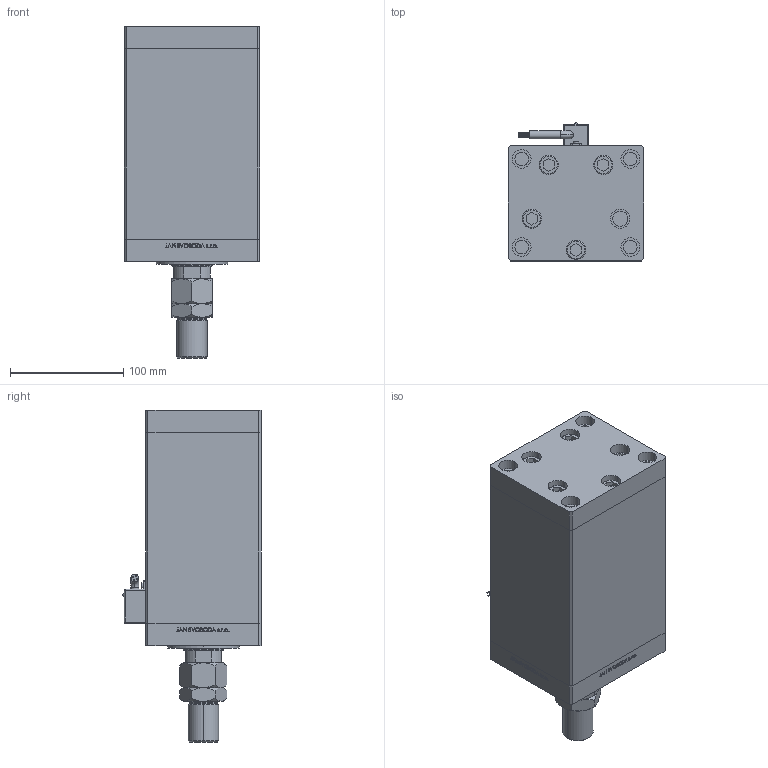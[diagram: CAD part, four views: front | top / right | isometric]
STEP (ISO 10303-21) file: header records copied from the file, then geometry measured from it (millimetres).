
FILE_DESCRIPTION (( 'STEP AP203' ), '1' );
FILE_NAME ('4a60.STEP', '2024-01-08T21:35:48', ( '' ), ( '' ), 'SwSTEP 2.0', 'SolidWorks 2019', '' );
FILE_SCHEMA (( 'CONFIG_CONTROL_DESIGN' ));
Length unit declared in the file: millimetre
Products named in the file (8): MTA a40a7b8f11d618eeb7f280340232eac0; V220C_VC_C a40a7b8f11d618eeb7f280340232eac0; ALLEN BOLT a40a7b8f11d618eeb7f280340232eac0; V220C BACK_C a40a7b8f11d618eeb7f280340232eac0; 4a60; V220C_C MIDDLE a40a7b8f11d618eeb7f280340232eac0; Magnetic_Switch_MSU4 a40a7b8f11d618eeb7f280340232eac0; V220C FRONT a40a7b8f11d618eeb7f280340232eac0
Assembly tree (15 placements, depth 2):
  4a60
    ALLEN BOLT a40a7b8f11d618eeb7f280340232eac0  x9
    V220C_C MIDDLE a40a7b8f11d618eeb7f280340232eac0
    V220C FRONT a40a7b8f11d618eeb7f280340232eac0
    Magnetic_Switch_MSU4 a40a7b8f11d618eeb7f280340232eac0
    V220C_VC_C a40a7b8f11d618eeb7f280340232eac0
    V220C BACK_C a40a7b8f11d618eeb7f280340232eac0
    MTA a40a7b8f11d618eeb7f280340232eac0
Bounding box: 120 x 122.1 x 293.5 mm (x, y, z)
Volume: 2218321.8 mm3; surface area: 313568.4 mm2
Topology: 15 solids, 16 shells, 1316 faces, 3228 edges, 2094 vertices
Faces by surface type: plane 596, bspline 380, cylinder 210, cone 72, torus 46, sphere 12
Entity records: 53790 total; most frequent: CARTESIAN_POINT 27708, ORIENTED_EDGE 5700, DIRECTION 4004, EDGE_CURVE 2850, VERTEX_POINT 1870, VECTOR 1596, LINE 1596, EDGE_LOOP 1330
